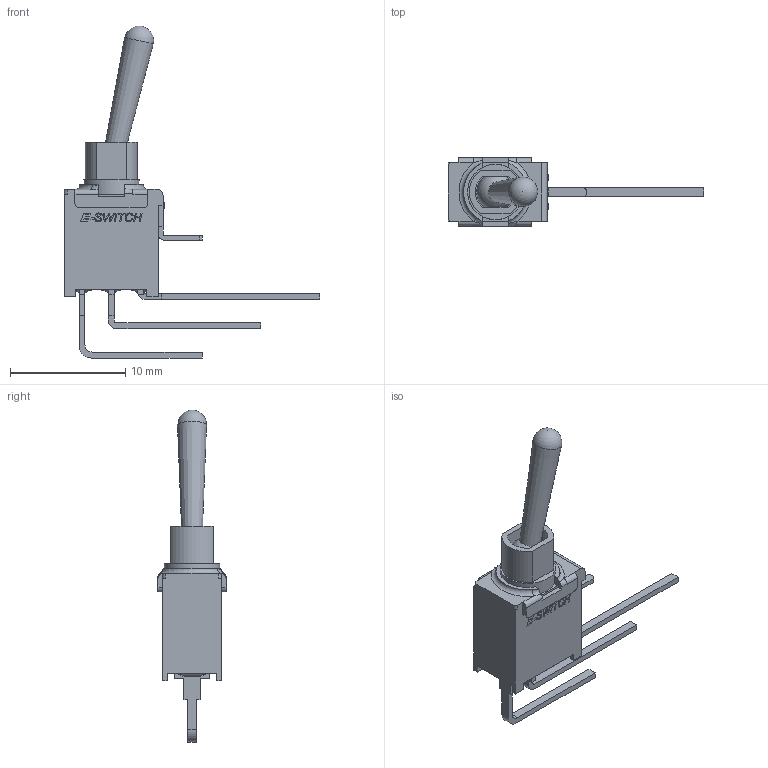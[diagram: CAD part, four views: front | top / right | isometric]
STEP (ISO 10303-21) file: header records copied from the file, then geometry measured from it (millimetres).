
FILE_DESCRIPTION((' '),'2;1');
FILE_NAME('200AWMSPxT1A1M7xE.stp','2017-07-31T15:29:15',(' '),(' '),' ','ACIS',' ');
FILE_SCHEMA(('CONFIG_CONTROL_DESIGN'));
Length unit declared in the file: inch
Products named in the file (1): 200AWMSPxT1A1M7xE.stp
Bounding box: 22.1 x 5.9 x 28.76 mm (x, y, z)
Volume: 489.1 mm3; surface area: 658.6 mm2
Topology: 1 solids, 1 shells, 266 faces, 705 edges, 454 vertices
Faces by surface type: plane 175, bspline 50, cylinder 34, cone 3, torus 2, sphere 2
Full cylindrical faces by diameter (mm): 4.8 x1
Entity records: 8907 total; most frequent: CARTESIAN_POINT 2574, ORIENTED_EDGE 1386, DIRECTION 1095, EDGE_CURVE 693, VECTOR 487, LINE 487, VERTEX_POINT 450, AXIS2_PLACEMENT_3D 304
